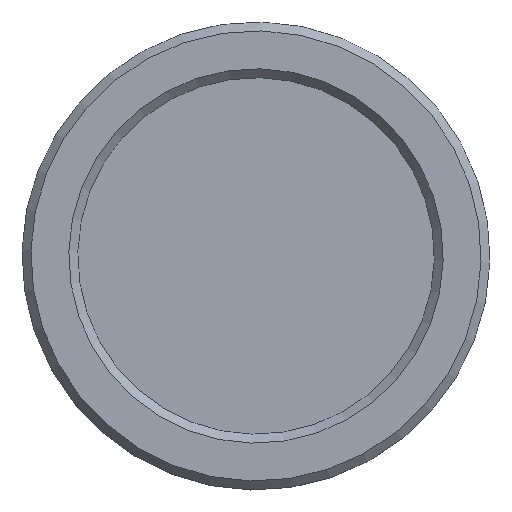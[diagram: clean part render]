
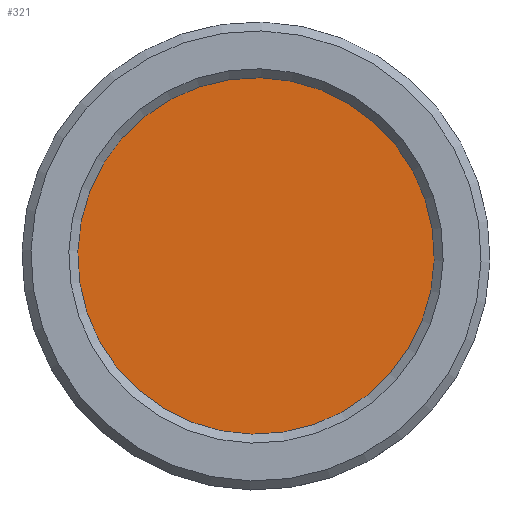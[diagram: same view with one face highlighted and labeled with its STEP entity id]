
A CAD part, top view. The second image highlights one B-rep face of the part: STEP entity #321.
In plain terms, the highlighted planar face has unit normal (0, 0, 1).
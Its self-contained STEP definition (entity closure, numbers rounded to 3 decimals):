
#136=ORIENTED_EDGE('',*,*,#179,.T.);
#179=EDGE_CURVE('',#213,#213,#229,.F.);
#213=VERTEX_POINT('',#4643);
#229=CIRCLE('',#371,20.);
#258=EDGE_LOOP('',(#136));
#291=FACE_BOUND('',#258,.T.);
#303=PLANE('',#370);
#321=ADVANCED_FACE('',(#291),#303,.F.);
#370=AXIS2_PLACEMENT_3D('',#4641,#436,#437);
#371=AXIS2_PLACEMENT_3D('',#4642,#438,#439);
#436=DIRECTION('',(0.,0.,-1.));
#437=DIRECTION('',(-1.,0.,0.));
#438=DIRECTION('',(0.,0.,-1.));
#439=DIRECTION('',(-1.,0.,0.));
#4641=CARTESIAN_POINT('',(0.,0.,-0.96));
#4642=CARTESIAN_POINT('',(0.,0.,-0.96));
#4643=CARTESIAN_POINT('',(-20.,0.,-0.96));
